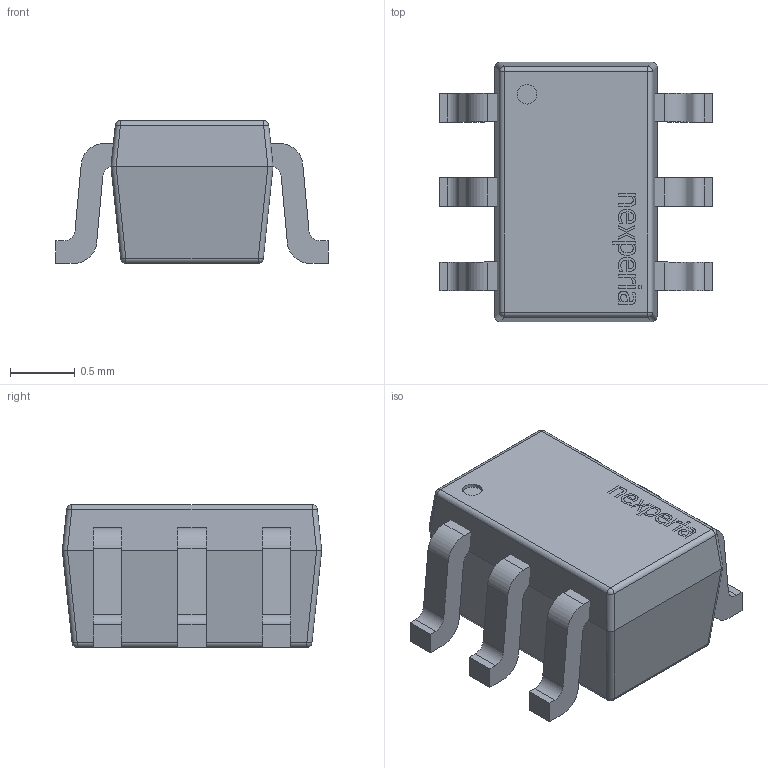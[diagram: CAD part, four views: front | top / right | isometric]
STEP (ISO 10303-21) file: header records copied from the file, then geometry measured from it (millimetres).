
FILE_DESCRIPTION(/* description */ (''),/* implementation_level */ '2;1');
FILE_NAME(/* name */ 'Nexperia BAT54XYH.stp',/* time_stamp */ '2019-06-06T20:23:41-04:00',/* author */ ('Ricardo'),/* organization */ (''),/* preprocessor_version */ 'ST-DEVELOPER v16.5',/* originating_system */ 'Autodesk Inventor 2017',/* authorisation */ '');
FILE_SCHEMA (('AUTOMOTIVE_DESIGN { 1 0 10303 214 3 1 1 }'));
Length unit declared in the file: millimetre
Products named in the file (5): Nexperia PUMD9 - 6-TSSOP SOT-363; body; pins; part number; part number 2
Assembly tree (4 placements, depth 2):
  Nexperia PUMD9 - 6-TSSOP SOT-363
    body
    pins
    part number
    part number 2
Bounding box: 2.1 x 2 x 1.1 mm (x, y, z)
Volume: 2.9 mm3; surface area: 19.7 mm2
Topology: 9 solids, 9 shells, 263 faces, 658 edges, 428 vertices
Faces by surface type: plane 155, bspline 59, cylinder 41, sphere 8
Full cylindrical faces by diameter (mm): 0.15 x1
Entity records: 8216 total; most frequent: CARTESIAN_POINT 2097, ORIENTED_EDGE 1314, DIRECTION 1061, EDGE_CURVE 657, LINE 461, VECTOR 461, VERTEX_POINT 428, AXIS2_PLACEMENT_3D 300
